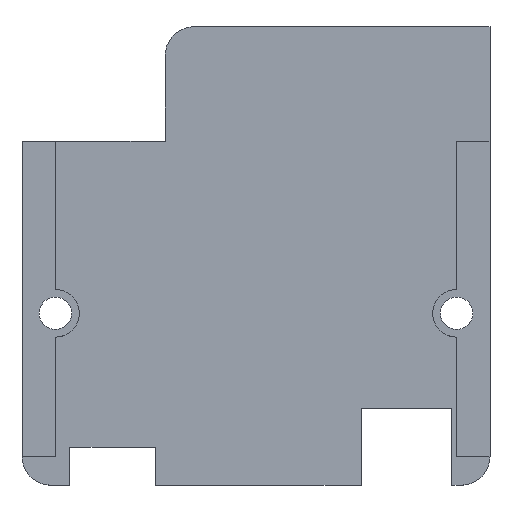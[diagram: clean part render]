
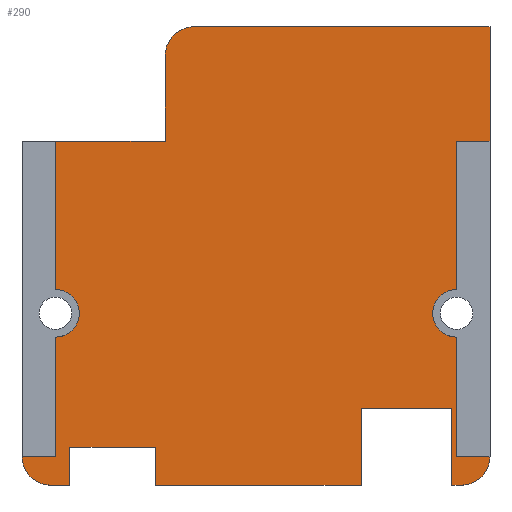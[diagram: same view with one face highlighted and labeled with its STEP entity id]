
A CAD part, top view. The second image highlights one B-rep face of the part: STEP entity #290.
In plain terms, the highlighted planar face has unit normal (0, 0, 1).
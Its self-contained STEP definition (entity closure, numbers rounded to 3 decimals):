
#24 = VERTEX_POINT('',#25);
#25 = CARTESIAN_POINT('',(46.,0.,1.));
#31 = EDGE_CURVE('',#24,#32,#34,.T.);
#32 = VERTEX_POINT('',#33);
#33 = CARTESIAN_POINT('',(49.,3.,1.));
#34 = CIRCLE('',#35,3.);
#35 = AXIS2_PLACEMENT_3D('',#36,#37,#38);
#36 = CARTESIAN_POINT('',(46.,3.,1.));
#37 = DIRECTION('',(0.,0.,1.));
#38 = DIRECTION('',(1.,0.,0.));
#64 = EDGE_CURVE('',#24,#65,#67,.T.);
#65 = VERTEX_POINT('',#66);
#66 = CARTESIAN_POINT('',(45.,0.,1.));
#67 = LINE('',#68,#69);
#68 = CARTESIAN_POINT('',(46.,0.,1.));
#69 = VECTOR('',#70,1.);
#70 = DIRECTION('',(-1.,0.,0.));
#104 = VERTEX_POINT('',#105);
#105 = CARTESIAN_POINT('',(49.,48.,1.));
#111 = EDGE_CURVE('',#112,#104,#114,.T.);
#112 = VERTEX_POINT('',#113);
#113 = CARTESIAN_POINT('',(49.,36.,1.));
#114 = LINE('',#115,#116);
#115 = CARTESIAN_POINT('',(49.,3.,1.));
#116 = VECTOR('',#117,1.);
#117 = DIRECTION('',(0.,1.,0.));
#290 = ADVANCED_FACE('',(#291),#472,.T.);
#291 = FACE_BOUND('',#292,.T.);
#292 = EDGE_LOOP('',(#293,#294,#295,#303,#311,#320,#328,#334,#335,#343,
    #352,#360,#368,#376,#385,#393,#401,#410,#418,#426,#434,#442,#450,
    #458,#466));
#293 = ORIENTED_EDGE('',*,*,#64,.F.);
#294 = ORIENTED_EDGE('',*,*,#31,.T.);
#295 = ORIENTED_EDGE('',*,*,#296,.T.);
#296 = EDGE_CURVE('',#32,#297,#299,.T.);
#297 = VERTEX_POINT('',#298);
#298 = CARTESIAN_POINT('',(45.5,3.,1.));
#299 = LINE('',#300,#301);
#300 = CARTESIAN_POINT('',(49.,3.,1.));
#301 = VECTOR('',#302,1.);
#302 = DIRECTION('',(-1.,0.,0.));
#303 = ORIENTED_EDGE('',*,*,#304,.T.);
#304 = EDGE_CURVE('',#297,#305,#307,.T.);
#305 = VERTEX_POINT('',#306);
#306 = CARTESIAN_POINT('',(45.5,15.5,1.));
#307 = LINE('',#308,#309);
#308 = CARTESIAN_POINT('',(45.5,3.,1.));
#309 = VECTOR('',#310,1.);
#310 = DIRECTION('',(0.,1.,0.));
#311 = ORIENTED_EDGE('',*,*,#312,.F.);
#312 = EDGE_CURVE('',#313,#305,#315,.T.);
#313 = VERTEX_POINT('',#314);
#314 = CARTESIAN_POINT('',(45.5,20.5,1.));
#315 = CIRCLE('',#316,2.5);
#316 = AXIS2_PLACEMENT_3D('',#317,#318,#319);
#317 = CARTESIAN_POINT('',(45.5,18.,1.));
#318 = DIRECTION('',(0.,0.,1.));
#319 = DIRECTION('',(1.,0.,0.));
#320 = ORIENTED_EDGE('',*,*,#321,.T.);
#321 = EDGE_CURVE('',#313,#322,#324,.T.);
#322 = VERTEX_POINT('',#323);
#323 = CARTESIAN_POINT('',(45.5,36.,1.));
#324 = LINE('',#325,#326);
#325 = CARTESIAN_POINT('',(45.5,20.5,1.));
#326 = VECTOR('',#327,1.);
#327 = DIRECTION('',(0.,1.,0.));
#328 = ORIENTED_EDGE('',*,*,#329,.T.);
#329 = EDGE_CURVE('',#322,#112,#330,.T.);
#330 = LINE('',#331,#332);
#331 = CARTESIAN_POINT('',(45.5,36.,1.));
#332 = VECTOR('',#333,1.);
#333 = DIRECTION('',(1.,0.,0.));
#334 = ORIENTED_EDGE('',*,*,#111,.T.);
#335 = ORIENTED_EDGE('',*,*,#336,.F.);
#336 = EDGE_CURVE('',#337,#104,#339,.T.);
#337 = VERTEX_POINT('',#338);
#338 = CARTESIAN_POINT('',(18.,48.,1.));
#339 = LINE('',#340,#341);
#340 = CARTESIAN_POINT('',(18.,48.,1.));
#341 = VECTOR('',#342,1.);
#342 = DIRECTION('',(1.,0.,0.));
#343 = ORIENTED_EDGE('',*,*,#344,.T.);
#344 = EDGE_CURVE('',#337,#345,#347,.T.);
#345 = VERTEX_POINT('',#346);
#346 = CARTESIAN_POINT('',(15.,45.,1.));
#347 = CIRCLE('',#348,3.);
#348 = AXIS2_PLACEMENT_3D('',#349,#350,#351);
#349 = CARTESIAN_POINT('',(18.,45.,1.));
#350 = DIRECTION('',(0.,0.,1.));
#351 = DIRECTION('',(1.,0.,0.));
#352 = ORIENTED_EDGE('',*,*,#353,.F.);
#353 = EDGE_CURVE('',#354,#345,#356,.T.);
#354 = VERTEX_POINT('',#355);
#355 = CARTESIAN_POINT('',(15.,36.,1.));
#356 = LINE('',#357,#358);
#357 = CARTESIAN_POINT('',(15.,36.,1.));
#358 = VECTOR('',#359,1.);
#359 = DIRECTION('',(0.,1.,0.));
#360 = ORIENTED_EDGE('',*,*,#361,.F.);
#361 = EDGE_CURVE('',#362,#354,#364,.T.);
#362 = VERTEX_POINT('',#363);
#363 = CARTESIAN_POINT('',(3.5,36.,1.));
#364 = LINE('',#365,#366);
#365 = CARTESIAN_POINT('',(0.,36.,1.));
#366 = VECTOR('',#367,1.);
#367 = DIRECTION('',(1.,0.,0.));
#368 = ORIENTED_EDGE('',*,*,#369,.F.);
#369 = EDGE_CURVE('',#370,#362,#372,.T.);
#370 = VERTEX_POINT('',#371);
#371 = CARTESIAN_POINT('',(3.5,20.5,1.));
#372 = LINE('',#373,#374);
#373 = CARTESIAN_POINT('',(3.5,20.5,1.));
#374 = VECTOR('',#375,1.);
#375 = DIRECTION('',(0.,1.,0.));
#376 = ORIENTED_EDGE('',*,*,#377,.F.);
#377 = EDGE_CURVE('',#378,#370,#380,.T.);
#378 = VERTEX_POINT('',#379);
#379 = CARTESIAN_POINT('',(3.5,15.5,1.));
#380 = CIRCLE('',#381,2.5);
#381 = AXIS2_PLACEMENT_3D('',#382,#383,#384);
#382 = CARTESIAN_POINT('',(3.5,18.,1.));
#383 = DIRECTION('',(0.,0.,1.));
#384 = DIRECTION('',(1.,0.,0.));
#385 = ORIENTED_EDGE('',*,*,#386,.F.);
#386 = EDGE_CURVE('',#387,#378,#389,.T.);
#387 = VERTEX_POINT('',#388);
#388 = CARTESIAN_POINT('',(3.5,3.,1.));
#389 = LINE('',#390,#391);
#390 = CARTESIAN_POINT('',(3.5,3.,1.));
#391 = VECTOR('',#392,1.);
#392 = DIRECTION('',(0.,1.,0.));
#393 = ORIENTED_EDGE('',*,*,#394,.F.);
#394 = EDGE_CURVE('',#395,#387,#397,.T.);
#395 = VERTEX_POINT('',#396);
#396 = CARTESIAN_POINT('',(0.,3.,1.));
#397 = LINE('',#398,#399);
#398 = CARTESIAN_POINT('',(0.,3.,1.));
#399 = VECTOR('',#400,1.);
#400 = DIRECTION('',(1.,0.,0.));
#401 = ORIENTED_EDGE('',*,*,#402,.T.);
#402 = EDGE_CURVE('',#395,#403,#405,.T.);
#403 = VERTEX_POINT('',#404);
#404 = CARTESIAN_POINT('',(3.,0.,1.));
#405 = CIRCLE('',#406,3.);
#406 = AXIS2_PLACEMENT_3D('',#407,#408,#409);
#407 = CARTESIAN_POINT('',(3.,3.,1.));
#408 = DIRECTION('',(0.,0.,1.));
#409 = DIRECTION('',(1.,0.,0.));
#410 = ORIENTED_EDGE('',*,*,#411,.T.);
#411 = EDGE_CURVE('',#403,#412,#414,.T.);
#412 = VERTEX_POINT('',#413);
#413 = CARTESIAN_POINT('',(5.,0.,1.));
#414 = LINE('',#415,#416);
#415 = CARTESIAN_POINT('',(3.,0.,1.));
#416 = VECTOR('',#417,1.);
#417 = DIRECTION('',(1.,0.,0.));
#418 = ORIENTED_EDGE('',*,*,#419,.T.);
#419 = EDGE_CURVE('',#412,#420,#422,.T.);
#420 = VERTEX_POINT('',#421);
#421 = CARTESIAN_POINT('',(5.,4.,1.));
#422 = LINE('',#423,#424);
#423 = CARTESIAN_POINT('',(5.,0.,1.));
#424 = VECTOR('',#425,1.);
#425 = DIRECTION('',(0.,1.,0.));
#426 = ORIENTED_EDGE('',*,*,#427,.T.);
#427 = EDGE_CURVE('',#420,#428,#430,.T.);
#428 = VERTEX_POINT('',#429);
#429 = CARTESIAN_POINT('',(14.,4.,1.));
#430 = LINE('',#431,#432);
#431 = CARTESIAN_POINT('',(5.,4.,1.));
#432 = VECTOR('',#433,1.);
#433 = DIRECTION('',(1.,0.,0.));
#434 = ORIENTED_EDGE('',*,*,#435,.F.);
#435 = EDGE_CURVE('',#436,#428,#438,.T.);
#436 = VERTEX_POINT('',#437);
#437 = CARTESIAN_POINT('',(14.,0.,1.));
#438 = LINE('',#439,#440);
#439 = CARTESIAN_POINT('',(14.,0.,1.));
#440 = VECTOR('',#441,1.);
#441 = DIRECTION('',(0.,1.,0.));
#442 = ORIENTED_EDGE('',*,*,#443,.F.);
#443 = EDGE_CURVE('',#444,#436,#446,.T.);
#444 = VERTEX_POINT('',#445);
#445 = CARTESIAN_POINT('',(35.5,0.,1.));
#446 = LINE('',#447,#448);
#447 = CARTESIAN_POINT('',(35.5,0.,1.));
#448 = VECTOR('',#449,1.);
#449 = DIRECTION('',(-1.,0.,0.));
#450 = ORIENTED_EDGE('',*,*,#451,.F.);
#451 = EDGE_CURVE('',#452,#444,#454,.T.);
#452 = VERTEX_POINT('',#453);
#453 = CARTESIAN_POINT('',(35.5,8.,1.));
#454 = LINE('',#455,#456);
#455 = CARTESIAN_POINT('',(35.5,8.,1.));
#456 = VECTOR('',#457,1.);
#457 = DIRECTION('',(0.,-1.,0.));
#458 = ORIENTED_EDGE('',*,*,#459,.F.);
#459 = EDGE_CURVE('',#460,#452,#462,.T.);
#460 = VERTEX_POINT('',#461);
#461 = CARTESIAN_POINT('',(45.,8.,1.));
#462 = LINE('',#463,#464);
#463 = CARTESIAN_POINT('',(45.,8.,1.));
#464 = VECTOR('',#465,1.);
#465 = DIRECTION('',(-1.,0.,0.));
#466 = ORIENTED_EDGE('',*,*,#467,.T.);
#467 = EDGE_CURVE('',#460,#65,#468,.T.);
#468 = LINE('',#469,#470);
#469 = CARTESIAN_POINT('',(45.,8.,1.));
#470 = VECTOR('',#471,1.);
#471 = DIRECTION('',(0.,-1.,0.));
#472 = PLANE('',#473);
#473 = AXIS2_PLACEMENT_3D('',#474,#475,#476);
#474 = CARTESIAN_POINT('',(26.021,21.518,1.));
#475 = DIRECTION('',(0.,0.,1.));
#476 = DIRECTION('',(1.,0.,0.));
